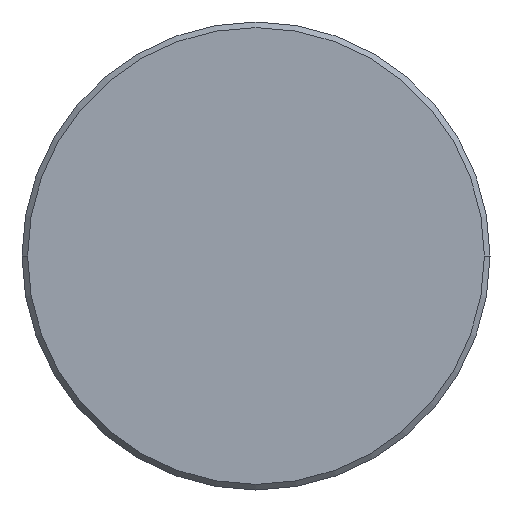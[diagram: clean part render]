
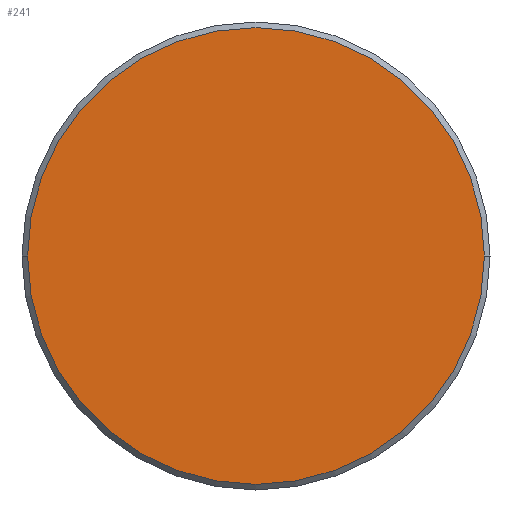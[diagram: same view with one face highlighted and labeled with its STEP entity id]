
A CAD part, left-side view. The second image highlights one B-rep face of the part: STEP entity #241.
In plain terms, the highlighted planar face has unit normal (-1, 0, 0).
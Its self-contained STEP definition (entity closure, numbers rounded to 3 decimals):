
#36 = CIRCLE ( 'NONE', #294, 12.2 ) ;
#68 = DIRECTION ( 'NONE',  ( 1., 0., 0. ) ) ;
#69 = PLANE ( 'NONE',  #76 ) ;
#76 = AXIS2_PLACEMENT_3D ( 'NONE', #120, #274, #139 ) ;
#98 = VERTEX_POINT ( 'NONE', #100 ) ;
#100 = CARTESIAN_POINT ( 'NONE',  ( -91.7, 12.2, 0. ) ) ;
#102 = CARTESIAN_POINT ( 'NONE',  ( -91.7, 0., 0. ) ) ;
#113 = AXIS2_PLACEMENT_3D ( 'NONE', #203, #68, #228 ) ;
#114 = ORIENTED_EDGE ( 'NONE', *, *, #265, .F. ) ;
#120 = CARTESIAN_POINT ( 'NONE',  ( -91.7, 0., 0. ) ) ;
#121 = EDGE_LOOP ( 'NONE', ( #114, #211 ) ) ;
#122 = FACE_OUTER_BOUND ( 'NONE', #121, .T. ) ;
#129 = DIRECTION ( 'NONE',  ( 0., 1., 0. ) ) ;
#139 = DIRECTION ( 'NONE',  ( 0., -1., 0. ) ) ;
#175 = EDGE_CURVE ( 'NONE', #256, #98, #36, .T. ) ;
#203 = CARTESIAN_POINT ( 'NONE',  ( -91.7, 0., 0. ) ) ;
#211 = ORIENTED_EDGE ( 'NONE', *, *, #175, .F. ) ;
#222 = CIRCLE ( 'NONE', #113, 12.2 ) ;
#228 = DIRECTION ( 'NONE',  ( 0., 1., 0. ) ) ;
#230 = CARTESIAN_POINT ( 'NONE',  ( -91.7, -12.2, 0. ) ) ;
#241 = ADVANCED_FACE ( 'NONE', ( #122 ), #69, .T. ) ;
#256 = VERTEX_POINT ( 'NONE', #230 ) ;
#263 = DIRECTION ( 'NONE',  ( 1., 0., 0. ) ) ;
#265 = EDGE_CURVE ( 'NONE', #98, #256, #222, .T. ) ;
#274 = DIRECTION ( 'NONE',  ( -1., 0., 0. ) ) ;
#294 = AXIS2_PLACEMENT_3D ( 'NONE', #102, #263, #129 ) ;
